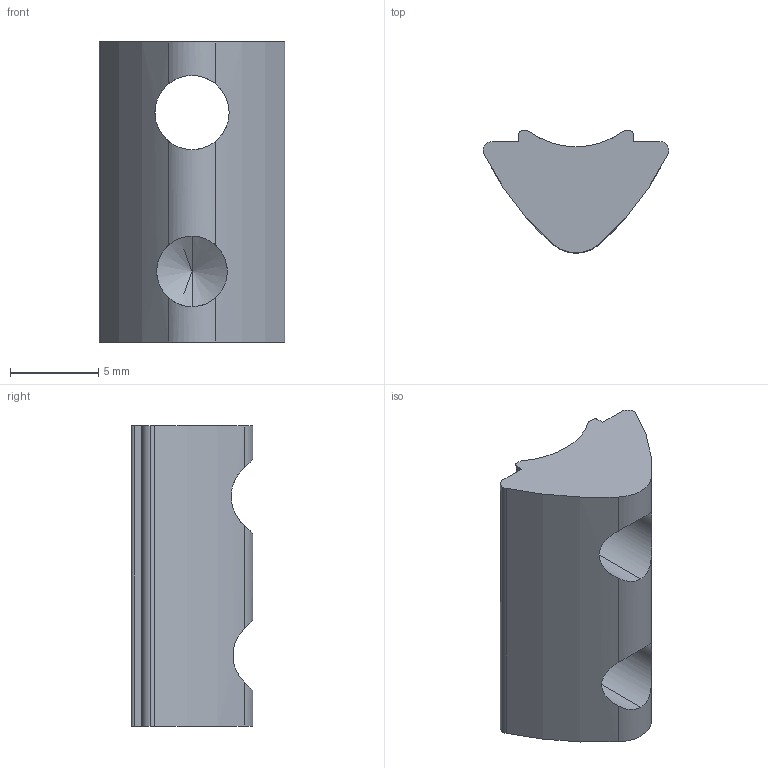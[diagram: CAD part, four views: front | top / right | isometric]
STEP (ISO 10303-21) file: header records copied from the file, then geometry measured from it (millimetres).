
FILE_DESCRIPTION (( 'STEP AP214' ), '1' );
FILE_NAME ('096556.STEP', '2014-08-18T07:40:24', ( '' ), ( '' ), 'SwSTEP 2.0', 'SolidWorks 2014', '' );
FILE_SCHEMA (( 'AUTOMOTIVE_DESIGN' ));
Length unit declared in the file: millimetre
Products named in the file (1): 096556
Bounding box: 10.5 x 6.9 x 17 mm (x, y, z)
Volume: 629.3 mm3; surface area: 664.9 mm2
Topology: 1 solids, 1 shells, 27 faces, 79 edges, 51 vertices
Faces by surface type: cylinder 17, plane 8, cone 2
Entity records: 1061 total; most frequent: CARTESIAN_POINT 324, ORIENTED_EDGE 154, DIRECTION 143, EDGE_CURVE 77, AXIS2_PLACEMENT_3D 52, VERTEX_POINT 51, LINE 39, VECTOR 39
